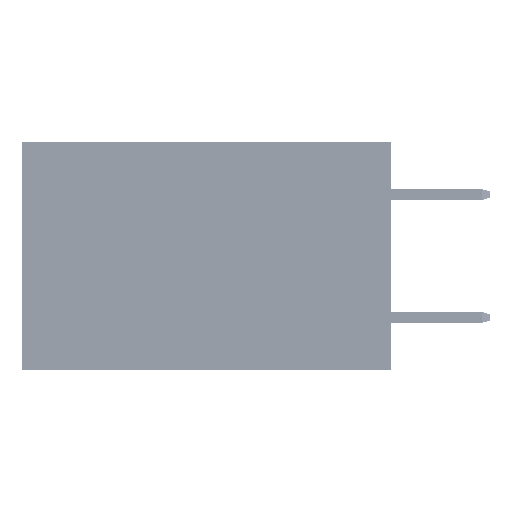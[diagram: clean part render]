
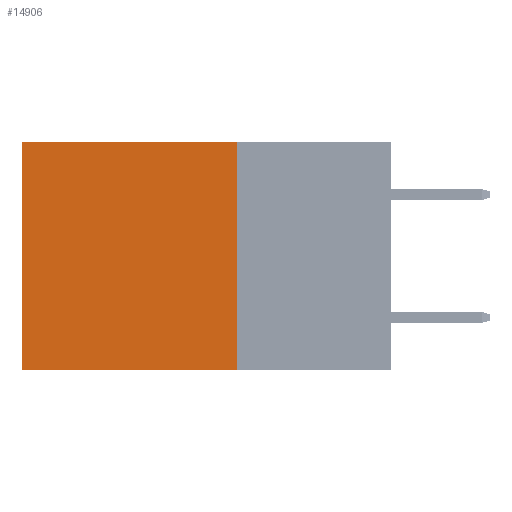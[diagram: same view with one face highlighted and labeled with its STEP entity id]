
A CAD part, left-side view. The second image highlights one B-rep face of the part: STEP entity #14906.
In plain terms, the highlighted planar face has unit normal (-1, 0, 0).
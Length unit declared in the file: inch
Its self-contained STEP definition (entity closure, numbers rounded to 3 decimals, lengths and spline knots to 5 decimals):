
#1461 = CARTESIAN_POINT ( 'NONE',  ( 0.2875, 0.6, 0. ) ) ;
#3837 = ORIENTED_EDGE ( 'NONE', *, *, #38792, .F. ) ;
#5108 = DIRECTION ( 'NONE',  ( 1., 0., 0. ) ) ;
#6029 = CARTESIAN_POINT ( 'NONE',  ( 0.2875, 0.6, -0.37 ) ) ;
#6752 = CARTESIAN_POINT ( 'NONE',  ( 0.2875, 0.6, 0. ) ) ;
#7814 = VECTOR ( 'NONE', #18379, 39.37008 ) ;
#11236 = EDGE_CURVE ( 'NONE', #42955, #23445, #26040, .T. ) ;
#11527 = VECTOR ( 'NONE', #29703, 39.37008 ) ;
#13413 = CARTESIAN_POINT ( 'NONE',  ( 0.2875, 0.25, -0.37 ) ) ;
#14464 = CARTESIAN_POINT ( 'NONE',  ( 0.2875, 0.25, 0. ) ) ;
#14906 = ADVANCED_FACE ( 'NONE', ( #46702 ), #39074, .F. ) ;
#15592 = ORIENTED_EDGE ( 'NONE', *, *, #18016, .T. ) ;
#17221 = AXIS2_PLACEMENT_3D ( 'NONE', #46400, #5108, #20010 ) ;
#18016 = EDGE_CURVE ( 'NONE', #23445, #26259, #46692, .T. ) ;
#18379 = DIRECTION ( 'NONE',  ( 0., 1., 0. ) ) ;
#18473 = EDGE_CURVE ( 'NONE', #25581, #26259, #22613, .T. ) ;
#19325 = DIRECTION ( 'NONE',  ( 0., 0., -1. ) ) ;
#20010 = DIRECTION ( 'NONE',  ( 0., 0., -1. ) ) ;
#22613 = LINE ( 'NONE', #36431, #26147 ) ;
#22762 = EDGE_LOOP ( 'NONE', ( #15592, #46952, #3837, #43028 ) ) ;
#23445 = VERTEX_POINT ( 'NONE', #1461 ) ;
#25581 = VERTEX_POINT ( 'NONE', #13413 ) ;
#26040 = LINE ( 'NONE', #14464, #7814 ) ;
#26147 = VECTOR ( 'NONE', #40362, 39.37008 ) ;
#26259 = VERTEX_POINT ( 'NONE', #6029 ) ;
#29703 = DIRECTION ( 'NONE',  ( 0., 0., -1. ) ) ;
#36431 = CARTESIAN_POINT ( 'NONE',  ( 0.2875, 0.25, -0.37 ) ) ;
#38792 = EDGE_CURVE ( 'NONE', #42955, #25581, #44153, .T. ) ;
#39074 = PLANE ( 'NONE',  #17221 ) ;
#39792 = CARTESIAN_POINT ( 'NONE',  ( 0.2875, 0.25, 0. ) ) ;
#40362 = DIRECTION ( 'NONE',  ( 0., 1., 0. ) ) ;
#41837 = CARTESIAN_POINT ( 'NONE',  ( 0.2875, 0.25, 0. ) ) ;
#42955 = VERTEX_POINT ( 'NONE', #39792 ) ;
#43028 = ORIENTED_EDGE ( 'NONE', *, *, #11236, .T. ) ;
#44153 = LINE ( 'NONE', #41837, #44712 ) ;
#44712 = VECTOR ( 'NONE', #19325, 39.37008 ) ;
#46400 = CARTESIAN_POINT ( 'NONE',  ( 0.2875, 0.25, 0. ) ) ;
#46692 = LINE ( 'NONE', #6752, #11527 ) ;
#46702 = FACE_OUTER_BOUND ( 'NONE', #22762, .T. ) ;
#46952 = ORIENTED_EDGE ( 'NONE', *, *, #18473, .F. ) ;
